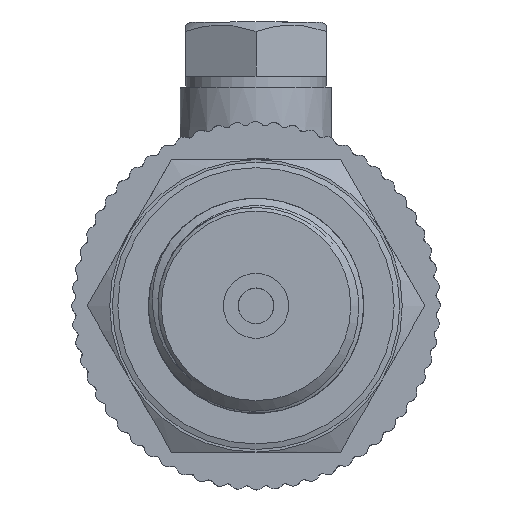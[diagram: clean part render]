
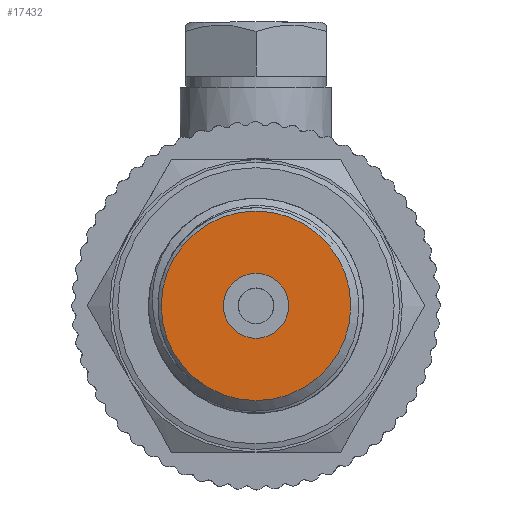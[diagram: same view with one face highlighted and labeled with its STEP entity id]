
A CAD part, left-side view. The second image highlights one B-rep face of the part: STEP entity #17432.
In plain terms, the highlighted conical face has half-angle 90 degrees and reference radius 5.875 mm.
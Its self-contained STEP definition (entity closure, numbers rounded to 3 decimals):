
#859=CONICAL_SURFACE('',#18351,5.875,1.571);
#1221=FACE_OUTER_BOUND('',#2236,.T.);
#2236=EDGE_LOOP('',(#13204,#13205,#13206,#13207));
#3008=CIRCLE('',#18350,3.);
#3009=CIRCLE('',#18352,8.75);
#4932=LINE('',#43468,#5994);
#5994=VECTOR('',#20074,5.875);
#7327=VERTEX_POINT('',#43463);
#7328=VERTEX_POINT('',#43467);
#9487=EDGE_CURVE('',#7327,#7327,#3008,.T.);
#9489=EDGE_CURVE('',#7327,#7328,#4932,.T.);
#9490=EDGE_CURVE('',#7328,#7328,#3009,.T.);
#13204=ORIENTED_EDGE('',*,*,#9487,.T.);
#13205=ORIENTED_EDGE('',*,*,#9489,.T.);
#13206=ORIENTED_EDGE('',*,*,#9490,.F.);
#13207=ORIENTED_EDGE('',*,*,#9489,.F.);
#17432=ADVANCED_FACE('',(#1221),#859,.F.);
#18350=AXIS2_PLACEMENT_3D('',#43464,#20069,#20070);
#18351=AXIS2_PLACEMENT_3D('',#43466,#20072,#20073);
#18352=AXIS2_PLACEMENT_3D('',#43469,#20075,#20076);
#20069=DIRECTION('center_axis',(1.,0.,0.));
#20070=DIRECTION('ref_axis',(0.,0.,-1.));
#20072=DIRECTION('center_axis',(-1.,0.,0.));
#20073=DIRECTION('ref_axis',(0.,1.,0.));
#20074=DIRECTION('',(0.,-1.,0.));
#20075=DIRECTION('center_axis',(1.,0.,0.));
#20076=DIRECTION('ref_axis',(0.,0.,-1.));
#43463=CARTESIAN_POINT('',(-67.,-3.,0.));
#43464=CARTESIAN_POINT('Origin',(-67.,0.,0.));
#43466=CARTESIAN_POINT('Origin',(-67.,0.,0.));
#43467=CARTESIAN_POINT('',(-67.,-8.75,0.));
#43468=CARTESIAN_POINT('',(-67.,-5.875,0.));
#43469=CARTESIAN_POINT('Origin',(-67.,0.,0.));
